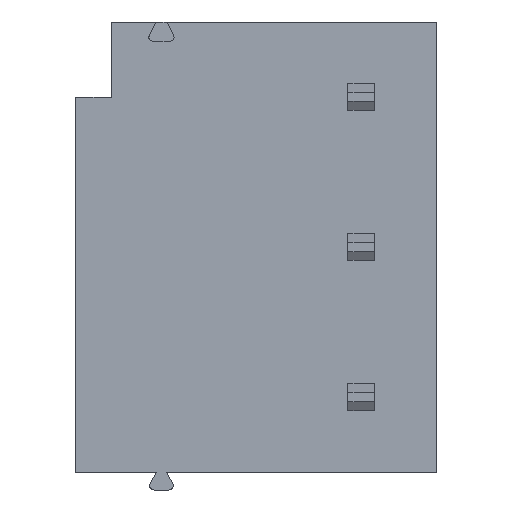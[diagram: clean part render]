
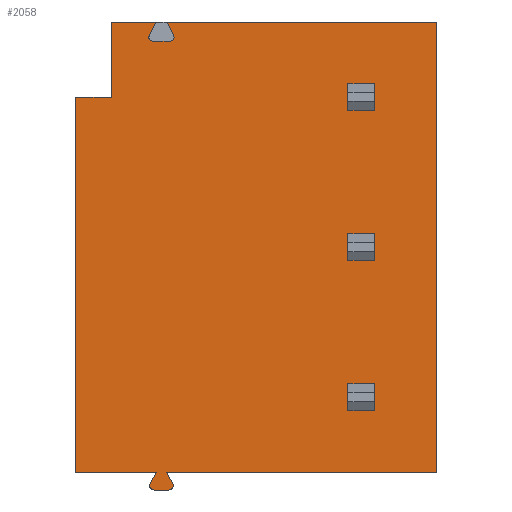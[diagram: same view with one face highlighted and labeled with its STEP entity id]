
A CAD part, front view. The second image highlights one B-rep face of the part: STEP entity #2058.
In plain terms, the highlighted planar face has unit normal (0, -1, 0).
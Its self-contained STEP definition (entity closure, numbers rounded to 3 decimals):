
#69=DIRECTION('',(1.,0.,0.));
#70=VECTOR('',#69,9.11);
#71=CARTESIAN_POINT('',(-3.27,-17.199,12.7));
#72=LINE('',#71,#70);
#85=DIRECTION('',(1.,0.,0.));
#86=VECTOR('',#85,1.51);
#87=CARTESIAN_POINT('',(-5.16,-17.199,12.7));
#88=LINE('',#87,#86);
#93=DIRECTION('',(1.,0.,0.));
#94=VECTOR('',#93,1.2);
#95=CARTESIAN_POINT('',(-6.36,-17.199,10.16));
#96=LINE('',#95,#94);
#97=DIRECTION('',(0.,0.,-1.));
#98=VECTOR('',#97,2.54);
#99=CARTESIAN_POINT('',(-5.16,-17.199,12.7));
#100=LINE('',#99,#98);
#101=DIRECTION('',(-0.432,0.,-0.902));
#102=VECTOR('',#101,0.514);
#103=CARTESIAN_POINT('',(-3.65,-17.199,12.7));
#104=LINE('',#103,#102);
#105=CARTESIAN_POINT('',(-3.755,-17.199,12.18));
#106=DIRECTION('',(0.,-1.,0.));
#107=DIRECTION('',(-0.902,0.,0.432));
#108=AXIS2_PLACEMENT_3D('',#105,#106,#107);
#110=DIRECTION('',(1.,0.,0.));
#111=VECTOR('',#110,0.59);
#112=CARTESIAN_POINT('',(-3.755,-17.199,12.05));
#113=LINE('',#112,#111);
#114=CARTESIAN_POINT('',(-3.165,-17.199,12.18));
#115=DIRECTION('',(0.,-1.,0.));
#116=DIRECTION('',(0.,0.,-1.));
#117=AXIS2_PLACEMENT_3D('',#114,#115,#116);
#119=DIRECTION('',(-0.432,0.,0.902));
#120=VECTOR('',#119,0.514);
#121=CARTESIAN_POINT('',(-3.048,-17.199,12.236));
#122=LINE('',#121,#120);
#123=DIRECTION('',(-0.48,0.,0.877));
#124=VECTOR('',#123,0.431);
#125=CARTESIAN_POINT('',(-3.078,-17.199,
-2.918));
#126=LINE('',#125,#124);
#127=CARTESIAN_POINT('',(-3.21,-17.199,
-2.99));
#128=DIRECTION('',(0.,-1.,0.));
#129=DIRECTION('',(0.,0.,-1.));
#130=AXIS2_PLACEMENT_3D('',#127,#128,#129);
#132=DIRECTION('',(1.,0.,0.));
#133=VECTOR('',#132,0.5);
#134=CARTESIAN_POINT('',(-3.71,-17.199,
-3.14));
#135=LINE('',#134,#133);
#136=CARTESIAN_POINT('',(-3.71,-17.199,
-2.99));
#137=DIRECTION('',(0.,-1.,0.));
#138=DIRECTION('',(-0.877,0.,0.48));
#139=AXIS2_PLACEMENT_3D('',#136,#137,#138);
#141=DIRECTION('',(-0.48,0.,-0.877));
#142=VECTOR('',#141,0.431);
#143=CARTESIAN_POINT('',(-3.635,-17.199,-2.54));
#144=LINE('',#143,#142);
#145=DIRECTION('',(0.,0.,-1.));
#146=VECTOR('',#145,12.7);
#147=CARTESIAN_POINT('',(-6.36,-17.199,10.16));
#148=LINE('',#147,#146);
#149=DIRECTION('',(1.,0.,0.));
#150=VECTOR('',#149,0.9);
#151=CARTESIAN_POINT('',(2.85,-17.199,-0.45));
#152=LINE('',#151,#150);
#153=DIRECTION('',(0.,0.,1.));
#154=VECTOR('',#153,0.9);
#155=CARTESIAN_POINT('',(3.75,-17.199,-0.45));
#156=LINE('',#155,#154);
#157=DIRECTION('',(1.,0.,0.));
#158=VECTOR('',#157,0.9);
#159=CARTESIAN_POINT('',(2.85,-17.199,0.45));
#160=LINE('',#159,#158);
#161=DIRECTION('',(0.,0.,1.));
#162=VECTOR('',#161,0.9);
#163=CARTESIAN_POINT('',(2.85,-17.199,-0.45));
#164=LINE('',#163,#162);
#165=DIRECTION('',(1.,0.,0.));
#166=VECTOR('',#165,0.9);
#167=CARTESIAN_POINT('',(2.85,-17.199,4.63));
#168=LINE('',#167,#166);
#169=DIRECTION('',(0.,0.,1.));
#170=VECTOR('',#169,0.9);
#171=CARTESIAN_POINT('',(3.75,-17.199,4.63));
#172=LINE('',#171,#170);
#173=DIRECTION('',(1.,0.,0.));
#174=VECTOR('',#173,0.9);
#175=CARTESIAN_POINT('',(2.85,-17.199,5.53));
#176=LINE('',#175,#174);
#177=DIRECTION('',(0.,0.,1.));
#178=VECTOR('',#177,0.9);
#179=CARTESIAN_POINT('',(2.85,-17.199,4.63));
#180=LINE('',#179,#178);
#181=DIRECTION('',(1.,0.,0.));
#182=VECTOR('',#181,0.9);
#183=CARTESIAN_POINT('',(2.85,-17.199,9.71));
#184=LINE('',#183,#182);
#185=DIRECTION('',(0.,0.,1.));
#186=VECTOR('',#185,0.9);
#187=CARTESIAN_POINT('',(3.75,-17.199,9.71));
#188=LINE('',#187,#186);
#189=DIRECTION('',(1.,0.,0.));
#190=VECTOR('',#189,0.9);
#191=CARTESIAN_POINT('',(2.85,-17.199,10.61));
#192=LINE('',#191,#190);
#193=DIRECTION('',(0.,0.,1.));
#194=VECTOR('',#193,0.9);
#195=CARTESIAN_POINT('',(2.85,-17.199,9.71));
#196=LINE('',#195,#194);
#213=DIRECTION('',(1.,0.,0.));
#214=VECTOR('',#213,9.125);
#215=CARTESIAN_POINT('',(-3.285,-17.199,-2.54));
#216=LINE('',#215,#214);
#273=DIRECTION('',(1.,0.,0.));
#274=VECTOR('',#273,2.725);
#275=CARTESIAN_POINT('',(-6.36,-17.199,-2.54));
#276=LINE('',#275,#274);
#359=DIRECTION('',(0.,0.,-1.));
#360=VECTOR('',#359,15.24);
#361=CARTESIAN_POINT('',(5.84,-17.199,12.7));
#362=LINE('',#361,#360);
#1487=CARTESIAN_POINT('',(5.84,-17.199,12.7));
#1489=VERTEX_POINT('',#1487);
#1511=CARTESIAN_POINT('',(5.84,-17.199,-2.54));
#1513=VERTEX_POINT('',#1511);
#1537=CARTESIAN_POINT('',(-6.36,-17.199,-2.54));
#1538=VERTEX_POINT('',#1537);
#1579=CARTESIAN_POINT('',(-3.71,-17.199,
-3.14));
#1580=CARTESIAN_POINT('',(-3.21,-17.199,
-3.14));
#1581=VERTEX_POINT('',#1579);
#1582=VERTEX_POINT('',#1580);
#1583=CARTESIAN_POINT('',(-3.078,-17.199,
-2.918));
#1584=VERTEX_POINT('',#1583);
#1585=CARTESIAN_POINT('',(-3.842,-17.199,
-2.918));
#1586=VERTEX_POINT('',#1585);
#1587=CARTESIAN_POINT('',(-3.635,-17.199,-2.54));
#1588=VERTEX_POINT('',#1587);
#1589=CARTESIAN_POINT('',(-3.285,-17.199,-2.54));
#1590=VERTEX_POINT('',#1589);
#1627=CARTESIAN_POINT('',(-3.27,-17.199,12.7));
#1628=VERTEX_POINT('',#1627);
#1629=CARTESIAN_POINT('',(-3.65,-17.199,12.7));
#1630=VERTEX_POINT('',#1629);
#1631=CARTESIAN_POINT('',(-3.048,-17.199,
12.236));
#1632=VERTEX_POINT('',#1631);
#1633=CARTESIAN_POINT('',(-3.872,-17.199,
12.236));
#1634=VERTEX_POINT('',#1633);
#1635=CARTESIAN_POINT('',(-3.755,-17.199,12.05));
#1636=VERTEX_POINT('',#1635);
#1637=CARTESIAN_POINT('',(-3.165,-17.199,12.05));
#1638=VERTEX_POINT('',#1637);
#1639=CARTESIAN_POINT('',(-5.16,-17.199,12.7));
#1641=VERTEX_POINT('',#1639);
#1643=CARTESIAN_POINT('',(-6.36,-17.199,10.16));
#1644=CARTESIAN_POINT('',(-5.16,-17.199,10.16));
#1645=VERTEX_POINT('',#1643);
#1646=VERTEX_POINT('',#1644);
#1689=CARTESIAN_POINT('',(2.85,-17.199,-0.45));
#1690=CARTESIAN_POINT('',(3.75,-17.199,-0.45));
#1691=VERTEX_POINT('',#1689);
#1692=VERTEX_POINT('',#1690);
#1693=CARTESIAN_POINT('',(2.85,-17.199,0.45));
#1694=CARTESIAN_POINT('',(3.75,-17.199,0.45));
#1695=VERTEX_POINT('',#1693);
#1696=VERTEX_POINT('',#1694);
#1791=CARTESIAN_POINT('',(2.85,-17.199,4.63));
#1792=CARTESIAN_POINT('',(3.75,-17.199,4.63));
#1793=VERTEX_POINT('',#1791);
#1794=VERTEX_POINT('',#1792);
#1795=CARTESIAN_POINT('',(2.85,-17.199,5.53));
#1796=CARTESIAN_POINT('',(3.75,-17.199,5.53));
#1797=VERTEX_POINT('',#1795);
#1798=VERTEX_POINT('',#1796);
#1893=CARTESIAN_POINT('',(2.85,-17.199,9.71));
#1894=CARTESIAN_POINT('',(3.75,-17.199,9.71));
#1895=VERTEX_POINT('',#1893);
#1896=VERTEX_POINT('',#1894);
#1897=CARTESIAN_POINT('',(2.85,-17.199,10.61));
#1898=CARTESIAN_POINT('',(3.75,-17.199,10.61));
#1899=VERTEX_POINT('',#1897);
#1900=VERTEX_POINT('',#1898);
#1988=CARTESIAN_POINT('',(-6.36,-17.199,12.7));
#1989=DIRECTION('',(0.,-1.,0.));
#1990=DIRECTION('',(1.,0.,0.));
#1991=AXIS2_PLACEMENT_3D('',#1988,#1989,#1990);
#1992=PLANE('',#1991);
#1994=ORIENTED_EDGE('',*,*,#1993,.T.);
#1995=ORIENTED_EDGE('',*,*,#1979,.F.);
#1996=ORIENTED_EDGE('',*,*,#1968,.T.);
#1998=ORIENTED_EDGE('',*,*,#1997,.T.);
#2000=ORIENTED_EDGE('',*,*,#1999,.T.);
#2002=ORIENTED_EDGE('',*,*,#2001,.T.);
#2004=ORIENTED_EDGE('',*,*,#2003,.T.);
#2006=ORIENTED_EDGE('',*,*,#2005,.T.);
#2007=ORIENTED_EDGE('',*,*,#1960,.T.);
#2009=ORIENTED_EDGE('',*,*,#2008,.T.);
#2011=ORIENTED_EDGE('',*,*,#2010,.F.);
#2013=ORIENTED_EDGE('',*,*,#2012,.F.);
#2015=ORIENTED_EDGE('',*,*,#2014,.F.);
#2017=ORIENTED_EDGE('',*,*,#2016,.F.);
#2019=ORIENTED_EDGE('',*,*,#2018,.F.);
#2021=ORIENTED_EDGE('',*,*,#2020,.F.);
#2023=ORIENTED_EDGE('',*,*,#2022,.F.);
#2025=ORIENTED_EDGE('',*,*,#2024,.F.);
#2026=EDGE_LOOP('',(#1994,#1995,#1996,#1998,#2000,#2002,#2004,#2006,#2007,#2009,
#2011,#2013,#2015,#2017,#2019,#2021,#2023,#2025));
#2027=FACE_OUTER_BOUND('',#2026,.F.);
#2029=ORIENTED_EDGE('',*,*,#2028,.T.);
#2031=ORIENTED_EDGE('',*,*,#2030,.T.);
#2033=ORIENTED_EDGE('',*,*,#2032,.F.);
#2035=ORIENTED_EDGE('',*,*,#2034,.F.);
#2036=EDGE_LOOP('',(#2029,#2031,#2033,#2035));
#2037=FACE_BOUND('',#2036,.F.);
#2039=ORIENTED_EDGE('',*,*,#2038,.T.);
#2041=ORIENTED_EDGE('',*,*,#2040,.T.);
#2043=ORIENTED_EDGE('',*,*,#2042,.F.);
#2045=ORIENTED_EDGE('',*,*,#2044,.F.);
#2046=EDGE_LOOP('',(#2039,#2041,#2043,#2045));
#2047=FACE_BOUND('',#2046,.F.);
#2049=ORIENTED_EDGE('',*,*,#2048,.T.);
#2051=ORIENTED_EDGE('',*,*,#2050,.T.);
#2053=ORIENTED_EDGE('',*,*,#2052,.F.);
#2055=ORIENTED_EDGE('',*,*,#2054,.F.);
#2056=EDGE_LOOP('',(#2049,#2051,#2053,#2055));
#2057=FACE_BOUND('',#2056,.F.);
#109=CIRCLE('',#108,0.13);
#118=CIRCLE('',#117,0.13);
#131=CIRCLE('',#130,0.15);
#140=CIRCLE('',#139,0.15);
#1960=EDGE_CURVE('',#1628,#1489,#72,.T.);
#1968=EDGE_CURVE('',#1641,#1630,#88,.T.);
#1979=EDGE_CURVE('',#1641,#1646,#100,.T.);
#1993=EDGE_CURVE('',#1645,#1646,#96,.T.);
#1997=EDGE_CURVE('',#1630,#1634,#104,.T.);
#1999=EDGE_CURVE('',#1634,#1636,#109,.T.);
#2001=EDGE_CURVE('',#1636,#1638,#113,.T.);
#2003=EDGE_CURVE('',#1638,#1632,#118,.T.);
#2005=EDGE_CURVE('',#1632,#1628,#122,.T.);
#2008=EDGE_CURVE('',#1489,#1513,#362,.T.);
#2010=EDGE_CURVE('',#1590,#1513,#216,.T.);
#2012=EDGE_CURVE('',#1584,#1590,#126,.T.);
#2014=EDGE_CURVE('',#1582,#1584,#131,.T.);
#2016=EDGE_CURVE('',#1581,#1582,#135,.T.);
#2018=EDGE_CURVE('',#1586,#1581,#140,.T.);
#2020=EDGE_CURVE('',#1588,#1586,#144,.T.);
#2022=EDGE_CURVE('',#1538,#1588,#276,.T.);
#2024=EDGE_CURVE('',#1645,#1538,#148,.T.);
#2028=EDGE_CURVE('',#1691,#1692,#152,.T.);
#2030=EDGE_CURVE('',#1692,#1696,#156,.T.);
#2032=EDGE_CURVE('',#1695,#1696,#160,.T.);
#2034=EDGE_CURVE('',#1691,#1695,#164,.T.);
#2038=EDGE_CURVE('',#1793,#1794,#168,.T.);
#2040=EDGE_CURVE('',#1794,#1798,#172,.T.);
#2042=EDGE_CURVE('',#1797,#1798,#176,.T.);
#2044=EDGE_CURVE('',#1793,#1797,#180,.T.);
#2048=EDGE_CURVE('',#1895,#1896,#184,.T.);
#2050=EDGE_CURVE('',#1896,#1900,#188,.T.);
#2052=EDGE_CURVE('',#1899,#1900,#192,.T.);
#2054=EDGE_CURVE('',#1895,#1899,#196,.T.);
#2058=ADVANCED_FACE('',(#2027,#2037,#2047,#2057),#1992,.T.);
